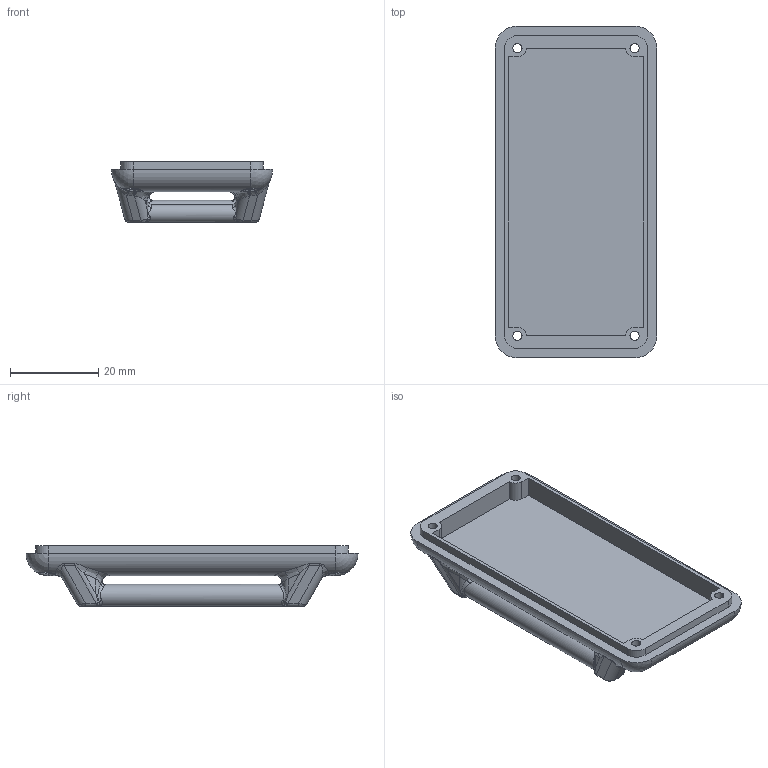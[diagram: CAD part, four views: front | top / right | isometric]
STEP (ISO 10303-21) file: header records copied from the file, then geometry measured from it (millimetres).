
FILE_DESCRIPTION (( 'STEP AP214' ), '1' );
FILE_NAME ('Bottom_Cap.STEP', '2025-03-13T02:12:34', ( '' ), ( '' ), 'SwSTEP 2.0', 'SolidWorks 2023', '' );
FILE_SCHEMA (( 'AUTOMOTIVE_DESIGN' ));
Length unit declared in the file: millimetre
Products named in the file (1): Bottom_Cap
Bounding box: 36.53 x 75.12 x 13.8 mm (x, y, z)
Volume: 10480.8 mm3; surface area: 9706.5 mm2
Topology: 1 solids, 1 shells, 349 faces, 858 edges, 485 vertices
Faces by surface type: bspline 160, cylinder 100, plane 42, torus 35, sphere 12
Entity records: 13989 total; most frequent: CARTESIAN_POINT 7007, ORIENTED_EDGE 1676, DIRECTION 1220, EDGE_CURVE 838, AXIS2_PLACEMENT_3D 524, VERTEX_POINT 485, EDGE_LOOP 359, FACE_OUTER_BOUND 349
